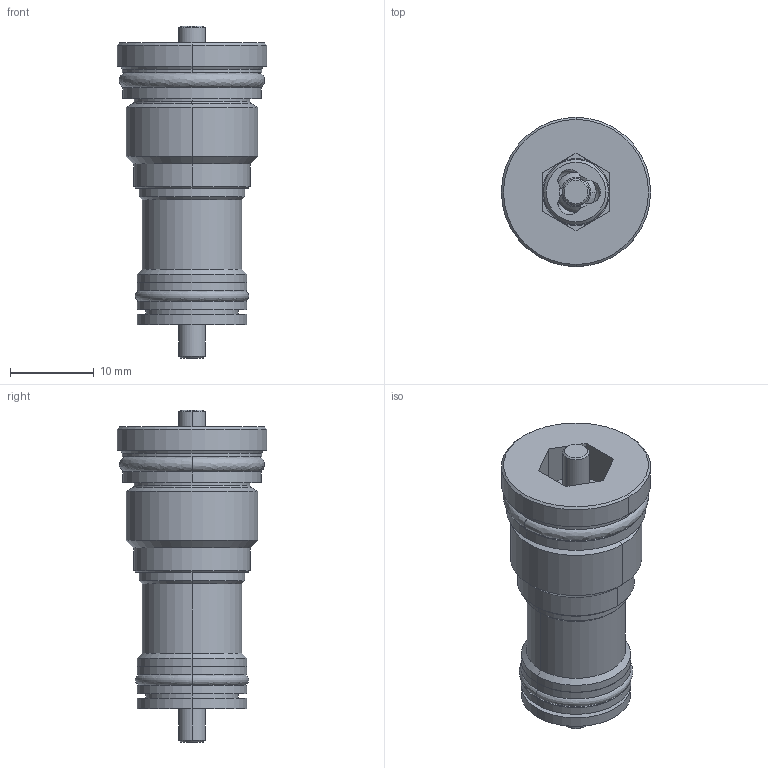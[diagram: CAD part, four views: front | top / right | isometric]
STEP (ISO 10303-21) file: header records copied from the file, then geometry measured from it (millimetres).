
FILE_DESCRIPTION((''),'2;1');
FILE_NAME('CDAQ-MCN_PRT','2015-10-13T',('Administrator'),(''),'PRO/ENGINEER BY PARAMETRIC TECHNOLOGY CORPORATION, 2006240','PRO/ENGINEER BY PARAMETRIC TECHNOLOGY CORPORATION, 2006240','');
FILE_SCHEMA(('CONFIG_CONTROL_DESIGN'));
Length unit declared in the file: inch
Products named in the file (1): CDAQ-MCN_PRT
Bounding box: 17.81 x 17.81 x 39.59 mm (x, y, z)
Volume: 5077.8 mm3; surface area: 3447.7 mm2
Topology: 3 solids, 3 shells, 130 faces, 283 edges, 167 vertices
Faces by surface type: cylinder 44, cone 28, plane 27, torus 18, revolution 8, sphere 5
Entity records: 4081 total; most frequent: CARTESIAN_POINT 1149, DIRECTION 654, ORIENTED_EDGE 562, EDGE_CURVE 281, AXIS2_PLACEMENT_3D 275, VERTEX_POINT 167, CIRCLE 153, EDGE_LOOP 144
